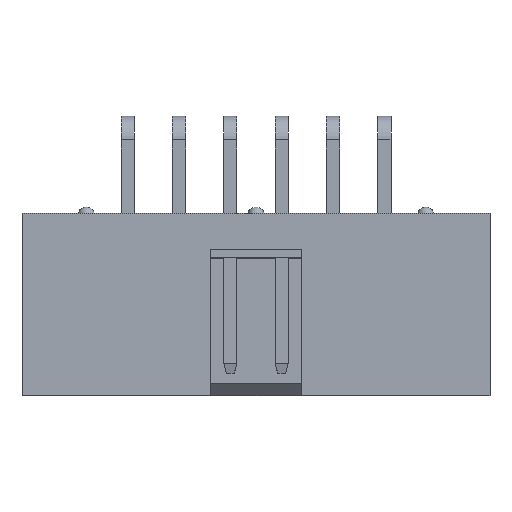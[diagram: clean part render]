
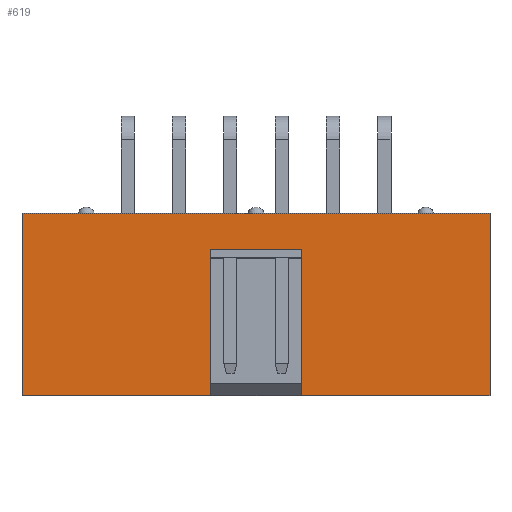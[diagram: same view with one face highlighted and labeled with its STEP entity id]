
A CAD part, top view. The second image highlights one B-rep face of the part: STEP entity #619.
In plain terms, the highlighted planar face has unit normal (0, 0, 1).
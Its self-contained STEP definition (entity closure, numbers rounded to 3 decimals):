
#619=ADVANCED_FACE('',(#3914),#3916,.T.);
#3914=FACE_BOUND('',#3915,.T.);
#3915=EDGE_LOOP('',(#6466,#6467,#6468,#6469,#6470,#6471,#6472,#6473));
#3916=PLANE('',#3917);
#3917=AXIS2_PLACEMENT_3D('',#3918,#3919,#3920);
#3918=CARTESIAN_POINT('',(-5.22,-10.935,9.1));
#3919=DIRECTION('',(0.,0.,1.));
#3920=DIRECTION('',(1.,0.,0.));
#6466=ORIENTED_EDGE('',*,*,#8058,.T.);
#6467=ORIENTED_EDGE('',*,*,#8059,.T.);
#6468=ORIENTED_EDGE('',*,*,#8060,.T.);
#6469=ORIENTED_EDGE('',*,*,#8061,.T.);
#6470=ORIENTED_EDGE('',*,*,#8062,.T.);
#6471=ORIENTED_EDGE('',*,*,#7897,.F.);
#6472=ORIENTED_EDGE('',*,*,#8056,.F.);
#6473=ORIENTED_EDGE('',*,*,#8063,.T.);
#7897=EDGE_CURVE('',#8755,#8757,#8758,.T.);
#8056=EDGE_CURVE('',#9024,#8755,#9026,.T.);
#8058=EDGE_CURVE('',#9028,#9029,#9030,.F.);
#8059=EDGE_CURVE('',#9029,#9031,#9032,.T.);
#8060=EDGE_CURVE('',#9031,#9033,#9034,.F.);
#8061=EDGE_CURVE('',#9033,#9035,#9036,.T.);
#8062=EDGE_CURVE('',#9035,#8757,#9037,.T.);
#8063=EDGE_CURVE('',#9024,#9028,#9038,.T.);
#8755=VERTEX_POINT('',#10147);
#8757=VERTEX_POINT('',#10151);
#8758=LINE('',#10152,#10153);
#9024=VERTEX_POINT('',#10742);
#9026=LINE('',#10746,#10747);
#9028=VERTEX_POINT('',#10752);
#9029=VERTEX_POINT('',#10753);
#9030=LINE('',#10754,#10755);
#9031=VERTEX_POINT('',#10757);
#9032=LINE('',#10758,#10759);
#9033=VERTEX_POINT('',#10761);
#9034=LINE('',#10762,#10763);
#9035=VERTEX_POINT('',#10765);
#9036=LINE('',#10766,#10767);
#9037=LINE('',#10769,#10770);
#9038=LINE('',#10772,#10773);
#10147=CARTESIAN_POINT('',(-5.22,-1.935,9.1));
#10151=CARTESIAN_POINT('',(17.92,-1.935,9.1));
#10152=CARTESIAN_POINT('',(-5.22,-1.935,9.1));
#10153=VECTOR('',#10154,1.);
#10154=DIRECTION('',(1.,0.,0.));
#10742=CARTESIAN_POINT('',(-5.22,-10.935,9.1));
#10746=CARTESIAN_POINT('',(-5.22,-10.935,9.1));
#10747=VECTOR('',#10748,1.);
#10748=DIRECTION('',(0.,1.,0.));
#10752=CARTESIAN_POINT('',(4.1,-10.935,9.1));
#10753=CARTESIAN_POINT('',(4.1,-3.735,9.1));
#10754=CARTESIAN_POINT('',(4.1,-3.735,9.1));
#10755=VECTOR('',#10756,1.);
#10756=DIRECTION('',(0.,-1.,0.));
#10757=CARTESIAN_POINT('',(8.6,-3.735,9.1));
#10758=CARTESIAN_POINT('',(4.1,-3.735,9.1));
#10759=VECTOR('',#10760,1.);
#10760=DIRECTION('',(1.,0.,0.));
#10761=CARTESIAN_POINT('',(8.6,-10.935,9.1));
#10762=CARTESIAN_POINT('',(8.6,-10.935,9.1));
#10763=VECTOR('',#10764,1.);
#10764=DIRECTION('',(0.,1.,0.));
#10765=CARTESIAN_POINT('',(17.92,-10.935,9.1));
#10766=CARTESIAN_POINT('',(8.6,-10.935,9.1));
#10767=VECTOR('',#10768,1.);
#10768=DIRECTION('',(1.,0.,0.));
#10769=CARTESIAN_POINT('',(17.92,-10.935,9.1));
#10770=VECTOR('',#10771,1.);
#10771=DIRECTION('',(0.,1.,0.));
#10772=CARTESIAN_POINT('',(-5.22,-10.935,9.1));
#10773=VECTOR('',#10774,1.);
#10774=DIRECTION('',(1.,0.,0.));
